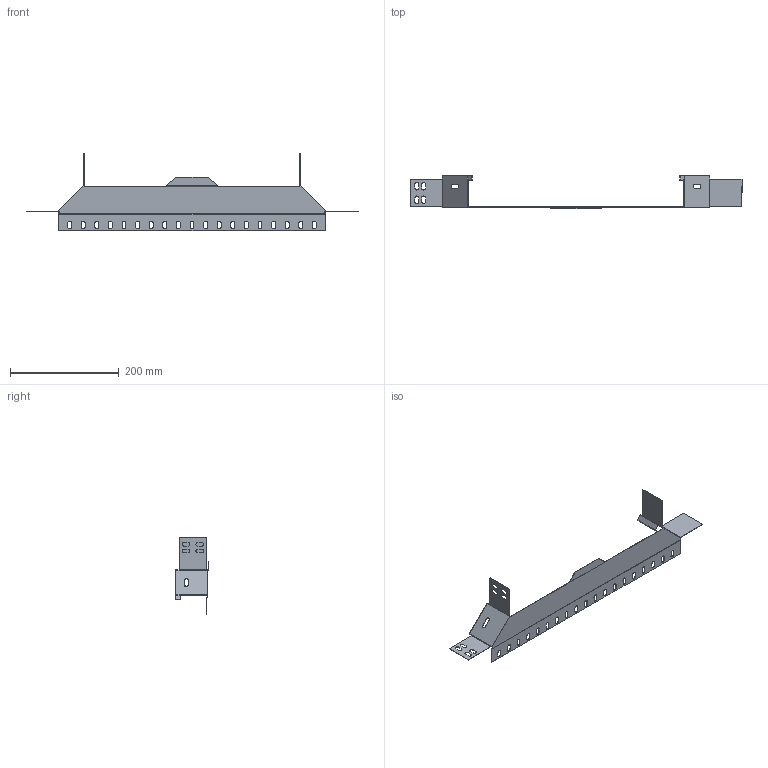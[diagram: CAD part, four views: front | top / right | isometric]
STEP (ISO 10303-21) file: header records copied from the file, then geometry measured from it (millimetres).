
FILE_DESCRIPTION (( 'STEP AP214' ), '1' );
FILE_NAME ('6040258.stp', '2018-10-02T13:43:35', ( '' ), ( '' ), 'SwSTEP 2.0', 'SolidWorks 2018', '' );
FILE_SCHEMA (( 'AUTOMOTIVE_DESIGN' ));
Length unit declared in the file: millimetre
Products named in the file (1): 6040258
Bounding box: 610.13 x 60.9 x 141.6 mm (x, y, z)
Volume: 41035.6 mm3; surface area: 119324.8 mm2
Topology: 1 solids, 1 shells, 259 faces, 739 edges, 482 vertices
Faces by surface type: plane 160, cylinder 95, bspline 4
Entity records: 8631 total; most frequent: CARTESIAN_POINT 1615, ORIENTED_EDGE 1478, DIRECTION 1417, EDGE_CURVE 739, VECTOR 525, LINE 525, VERTEX_POINT 482, AXIS2_PLACEMENT_3D 446
